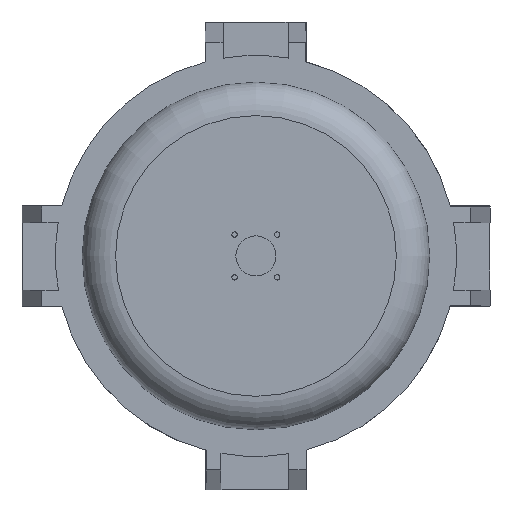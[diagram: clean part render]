
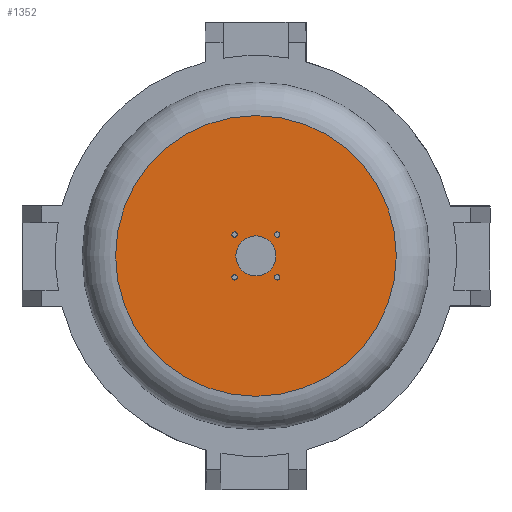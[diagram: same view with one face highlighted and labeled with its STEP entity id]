
A CAD part, front view. The second image highlights one B-rep face of the part: STEP entity #1352.
In plain terms, the highlighted planar face has unit normal (0, -1, 0).
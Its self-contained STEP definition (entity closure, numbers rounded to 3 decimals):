
#31=FACE_BOUND('',#235,.T.);
#32=FACE_BOUND('',#236,.T.);
#33=FACE_BOUND('',#237,.T.);
#34=FACE_BOUND('',#238,.T.);
#35=FACE_BOUND('',#239,.T.);
#91=PLANE('',#1506);
#162=FACE_OUTER_BOUND('',#234,.T.);
#234=EDGE_LOOP('',(#1253));
#235=EDGE_LOOP('',(#1254));
#236=EDGE_LOOP('',(#1255));
#237=EDGE_LOOP('',(#1256));
#238=EDGE_LOOP('',(#1257));
#239=EDGE_LOOP('',(#1258));
#562=CIRCLE('',#1488,2.);
#564=CIRCLE('',#1491,2.);
#566=CIRCLE('',#1494,2.);
#568=CIRCLE('',#1497,2.);
#570=CIRCLE('',#1500,15.);
#572=CIRCLE('',#1503,105.);
#677=VERTEX_POINT('',#2255);
#679=VERTEX_POINT('',#2261);
#681=VERTEX_POINT('',#2267);
#683=VERTEX_POINT('',#2273);
#685=VERTEX_POINT('',#2279);
#687=VERTEX_POINT('',#2285);
#863=EDGE_CURVE('',#677,#677,#562,.T.);
#866=EDGE_CURVE('',#679,#679,#564,.T.);
#869=EDGE_CURVE('',#681,#681,#566,.T.);
#872=EDGE_CURVE('',#683,#683,#568,.T.);
#875=EDGE_CURVE('',#685,#685,#570,.T.);
#878=EDGE_CURVE('',#687,#687,#572,.T.);
#1253=ORIENTED_EDGE('',*,*,#878,.F.);
#1254=ORIENTED_EDGE('',*,*,#863,.T.);
#1255=ORIENTED_EDGE('',*,*,#866,.T.);
#1256=ORIENTED_EDGE('',*,*,#869,.T.);
#1257=ORIENTED_EDGE('',*,*,#872,.T.);
#1258=ORIENTED_EDGE('',*,*,#875,.T.);
#1352=ADVANCED_FACE('',(#162,#31,#32,#33,#34,#35),#91,.T.);
#1488=AXIS2_PLACEMENT_3D('',#2256,#1861,#1862);
#1491=AXIS2_PLACEMENT_3D('',#2262,#1868,#1869);
#1494=AXIS2_PLACEMENT_3D('',#2268,#1875,#1876);
#1497=AXIS2_PLACEMENT_3D('',#2274,#1882,#1883);
#1500=AXIS2_PLACEMENT_3D('',#2280,#1889,#1890);
#1503=AXIS2_PLACEMENT_3D('',#2286,#1896,#1897);
#1506=AXIS2_PLACEMENT_3D('',#2290,#1902,#1903);
#1861=DIRECTION('center_axis',(0.,1.,0.));
#1862=DIRECTION('ref_axis',(1.,0.,0.));
#1868=DIRECTION('center_axis',(0.,1.,0.));
#1869=DIRECTION('ref_axis',(1.,0.,0.));
#1875=DIRECTION('center_axis',(0.,1.,0.));
#1876=DIRECTION('ref_axis',(1.,0.,0.));
#1882=DIRECTION('center_axis',(0.,1.,0.));
#1883=DIRECTION('ref_axis',(1.,0.,0.));
#1889=DIRECTION('center_axis',(0.,1.,0.));
#1890=DIRECTION('ref_axis',(1.,0.,0.));
#1896=DIRECTION('center_axis',(0.,1.,0.));
#1897=DIRECTION('ref_axis',(1.,0.,0.));
#1902=DIRECTION('center_axis',(0.,-1.,0.));
#1903=DIRECTION('ref_axis',(1.,0.,0.));
#2255=CARTESIAN_POINT('',(232.,-25.,-16.));
#2256=CARTESIAN_POINT('Origin',(234.,-25.,-16.));
#2261=CARTESIAN_POINT('',(264.,-25.,16.));
#2262=CARTESIAN_POINT('Origin',(266.,-25.,16.));
#2267=CARTESIAN_POINT('',(264.,-25.,-16.));
#2268=CARTESIAN_POINT('Origin',(266.,-25.,-16.));
#2273=CARTESIAN_POINT('',(232.,-25.,16.));
#2274=CARTESIAN_POINT('Origin',(234.,-25.,16.));
#2279=CARTESIAN_POINT('',(235.,-25.,0.));
#2280=CARTESIAN_POINT('Origin',(250.,-25.,0.));
#2285=CARTESIAN_POINT('',(250.,-25.,105.));
#2286=CARTESIAN_POINT('Origin',(250.,-25.,0.));
#2290=CARTESIAN_POINT('Origin',(250.,-25.,0.));
